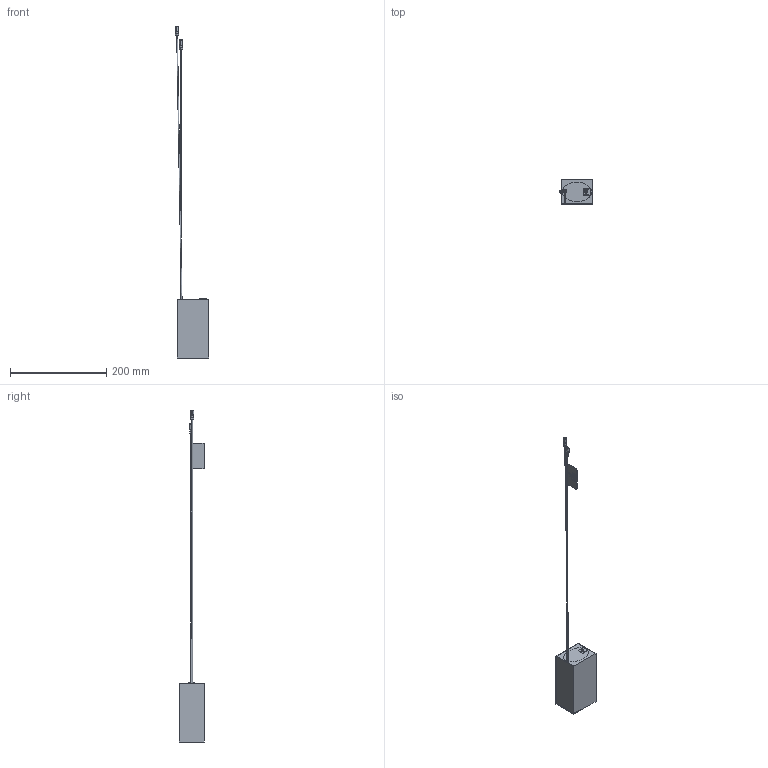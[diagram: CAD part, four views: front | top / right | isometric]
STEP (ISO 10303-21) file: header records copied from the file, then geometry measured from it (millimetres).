
FILE_DESCRIPTION((''),'2;1');
FILE_NAME('312372-Mini helium and nitrogen purifier.stp','2013-08-26T15:46:02',('Franzp'),(''),'Autodesk Inventor 2013','Autodesk Inventor 2013','');
FILE_SCHEMA(('AUTOMOTIVE_DESIGN { 1 0 10303 214 1 1 1 1 }'));
Length unit declared in the file: millimetre
Products named in the file (1): 312372_Shrinkwrap_1
Bounding box: 69.13 x 53.71 x 689.05 mm (x, y, z)
Surface area: 55976.7 mm2 (no closed solid volume)
Topology: 0 solids, 41 shells, 48 faces, 471 edges, 461 vertices
Faces by surface type: plane 42, cylinder 5, sphere 1
Full cylindrical faces by diameter (mm): 1.575 x2, 4.826 x2, 6 x1
Entity records: 4568 total; most frequent: CARTESIAN_POINT 1188, DIRECTION 518, ORIENTED_EDGE 477, EDGE_CURVE 463, VERTEX_POINT 459, VECTOR 334, LINE 334, AXIS2_PLACEMENT_3D 92
